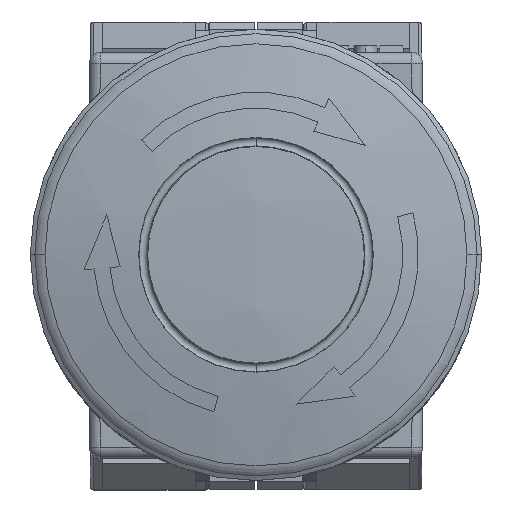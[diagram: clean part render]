
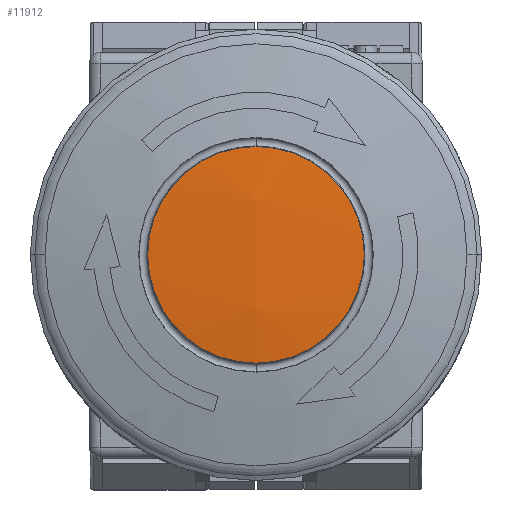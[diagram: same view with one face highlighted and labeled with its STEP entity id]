
A CAD part, top view. The second image highlights one B-rep face of the part: STEP entity #11912.
In plain terms, the highlighted spherical face has radius 80 mm.
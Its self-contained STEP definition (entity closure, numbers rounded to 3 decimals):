
#308 = EDGE_LOOP ( 'NONE', ( #5022, #14804 ) ) ;
#313 = AXIS2_PLACEMENT_3D ( 'NONE', #11072, #5956, #4214 ) ;
#752 = SPHERICAL_SURFACE ( 'NONE', #313, 80. ) ;
#1174 = FACE_OUTER_BOUND ( 'NONE', #308, .T. ) ;
#2284 = VERTEX_POINT ( 'NONE', #5767 ) ;
#3756 = CARTESIAN_POINT ( 'NONE',  ( 9.603, 0., 47.522 ) ) ;
#4214 = DIRECTION ( 'NONE',  ( 0.122, 0., 0.993 ) ) ;
#4272 = AXIS2_PLACEMENT_3D ( 'NONE', #13129, #9727, #8031 ) ;
#5022 = ORIENTED_EDGE ( 'NONE', *, *, #11996, .F. ) ;
#5653 = CIRCLE ( 'NONE', #9383, 9.603 ) ;
#5767 = CARTESIAN_POINT ( 'NONE',  ( -9.603, 0., 47.522 ) ) ;
#5956 = DIRECTION ( 'NONE',  ( -0.993, 0., 0.122 ) ) ;
#7164 = EDGE_CURVE ( 'NONE', #15665, #2284, #11689, .T. ) ;
#8031 = DIRECTION ( 'NONE',  ( -1., 0., 0. ) ) ;
#9383 = AXIS2_PLACEMENT_3D ( 'NONE', #14584, #12872, #11165 ) ;
#9727 = DIRECTION ( 'NONE',  ( 0., 0., -1. ) ) ;
#11072 = CARTESIAN_POINT ( 'NONE',  ( 0., 0., -31.9 ) ) ;
#11165 = DIRECTION ( 'NONE',  ( -1., 0., 0. ) ) ;
#11689 = CIRCLE ( 'NONE', #4272, 9.603 ) ;
#11912 = ADVANCED_FACE ( 'NONE', ( #1174 ), #752, .T. ) ;
#11996 = EDGE_CURVE ( 'NONE', #2284, #15665, #5653, .T. ) ;
#12872 = DIRECTION ( 'NONE',  ( 0., 0., -1. ) ) ;
#13129 = CARTESIAN_POINT ( 'NONE',  ( 0., 0., 47.522 ) ) ;
#14584 = CARTESIAN_POINT ( 'NONE',  ( 0., 0., 47.522 ) ) ;
#14804 = ORIENTED_EDGE ( 'NONE', *, *, #7164, .F. ) ;
#15665 = VERTEX_POINT ( 'NONE', #3756 ) ;
